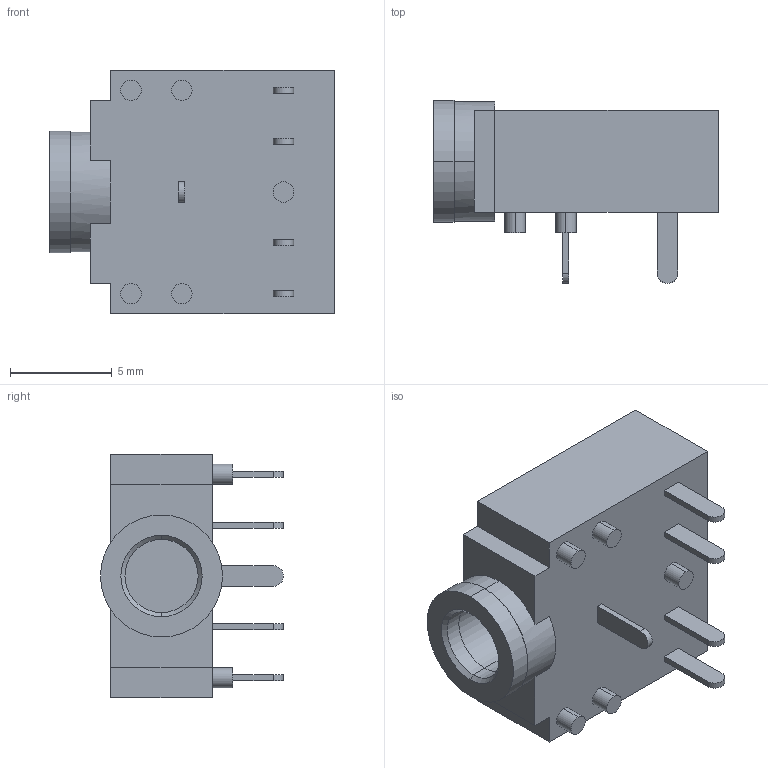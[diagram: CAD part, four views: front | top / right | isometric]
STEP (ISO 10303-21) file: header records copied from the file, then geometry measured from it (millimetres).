
FILE_DESCRIPTION (( 'STEP AP214' ), '1' );
FILE_NAME ('FC68131.STEP', '2021-08-30T13:43:33', ( '' ), ( '' ), 'SwSTEP 2.0', 'SolidWorks 2017', '' );
FILE_SCHEMA (( 'AUTOMOTIVE_DESIGN' ));
Length unit declared in the file: millimetre
Products named in the file (1): FC68131
Bounding box: 14 x 9 x 12 mm (x, y, z)
Volume: 740.8 mm3; surface area: 694.9 mm2
Topology: 7 solids, 7 shells, 72 faces, 154 edges, 102 vertices
Faces by surface type: plane 47, cylinder 23, cone 2
Entity records: 2046 total; most frequent: DIRECTION 352, CARTESIAN_POINT 329, ORIENTED_EDGE 308, EDGE_CURVE 154, AXIS2_PLACEMENT_3D 125, VERTEX_POINT 102, LINE 102, VECTOR 102
